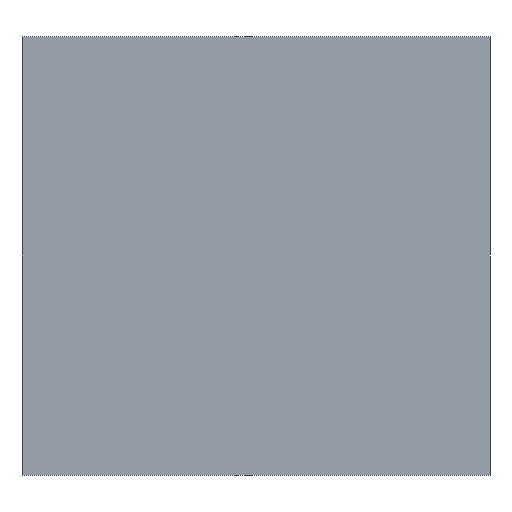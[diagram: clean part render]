
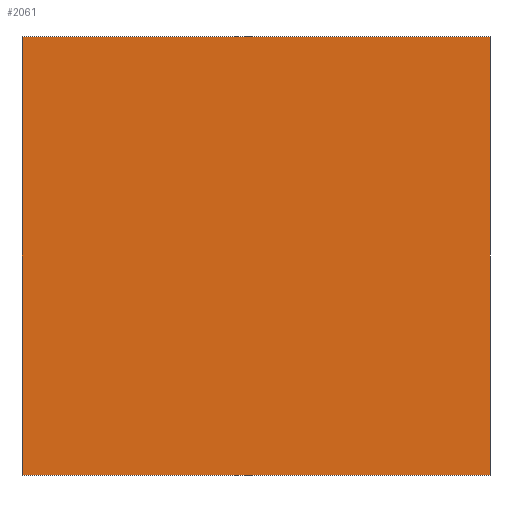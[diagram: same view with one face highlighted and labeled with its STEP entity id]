
A CAD part, front view. The second image highlights one B-rep face of the part: STEP entity #2061.
In plain terms, the highlighted planar face has unit normal (0, -1, 0).
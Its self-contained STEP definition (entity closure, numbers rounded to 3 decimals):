
#15 = ORIENTED_EDGE ( 'NONE', *, *, #2365, .T. ) ;
#43 = VECTOR ( 'NONE', #1543, 1000. ) ;
#60 = CARTESIAN_POINT ( 'NONE',  ( 0., 0., 45. ) ) ;
#84 = DIRECTION ( 'NONE',  ( -1., 0., 0. ) ) ;
#96 = VECTOR ( 'NONE', #2414, 1000. ) ;
#99 = VERTEX_POINT ( 'NONE', #1677 ) ;
#106 = LINE ( 'NONE', #2357, #96 ) ;
#137 = DIRECTION ( 'NONE',  ( 0., 0., -1. ) ) ;
#192 = EDGE_LOOP ( 'NONE', ( #665, #1844, #387, #15 ) ) ;
#199 = VERTEX_POINT ( 'NONE', #1196 ) ;
#305 = CARTESIAN_POINT ( 'NONE',  ( 48., 0., 0. ) ) ;
#370 = CARTESIAN_POINT ( 'NONE',  ( -48., 0., 45. ) ) ;
#387 = ORIENTED_EDGE ( 'NONE', *, *, #2845, .T. ) ;
#533 = VECTOR ( 'NONE', #1940, 1000. ) ;
#571 = CARTESIAN_POINT ( 'NONE',  ( 0., 0., -45. ) ) ;
#594 = LINE ( 'NONE', #60, #1787 ) ;
#665 = ORIENTED_EDGE ( 'NONE', *, *, #1255, .T. ) ;
#1132 = VERTEX_POINT ( 'NONE', #1210 ) ;
#1173 = LINE ( 'NONE', #305, #533 ) ;
#1196 = CARTESIAN_POINT ( 'NONE',  ( 48., 0., -45. ) ) ;
#1210 = CARTESIAN_POINT ( 'NONE',  ( -48., 0., -45. ) ) ;
#1255 = EDGE_CURVE ( 'NONE', #1316, #1132, #106, .T. ) ;
#1316 = VERTEX_POINT ( 'NONE', #1992 ) ;
#1543 = DIRECTION ( 'NONE',  ( 1., 0., 0. ) ) ;
#1550 = PLANE ( 'NONE',  #2752 ) ;
#1677 = CARTESIAN_POINT ( 'NONE',  ( 48., 0., 45. ) ) ;
#1787 = VECTOR ( 'NONE', #84, 1000. ) ;
#1834 = LINE ( 'NONE', #571, #43 ) ;
#1844 = ORIENTED_EDGE ( 'NONE', *, *, #2893, .T. ) ;
#1940 = DIRECTION ( 'NONE',  ( 0., 0., 1. ) ) ;
#1992 = CARTESIAN_POINT ( 'NONE',  ( -48., 0., 45. ) ) ;
#2061 = ADVANCED_FACE ( 'NONE', ( #2144 ), #1550, .T. ) ;
#2144 = FACE_OUTER_BOUND ( 'NONE', #192, .T. ) ;
#2357 = CARTESIAN_POINT ( 'NONE',  ( -48., 0., 0. ) ) ;
#2365 = EDGE_CURVE ( 'NONE', #99, #1316, #594, .T. ) ;
#2414 = DIRECTION ( 'NONE',  ( 0., 0., -1. ) ) ;
#2752 = AXIS2_PLACEMENT_3D ( 'NONE', #370, #2922, #137 ) ;
#2845 = EDGE_CURVE ( 'NONE', #199, #99, #1173, .T. ) ;
#2893 = EDGE_CURVE ( 'NONE', #1132, #199, #1834, .T. ) ;
#2922 = DIRECTION ( 'NONE',  ( 0., -1., 0. ) ) ;
